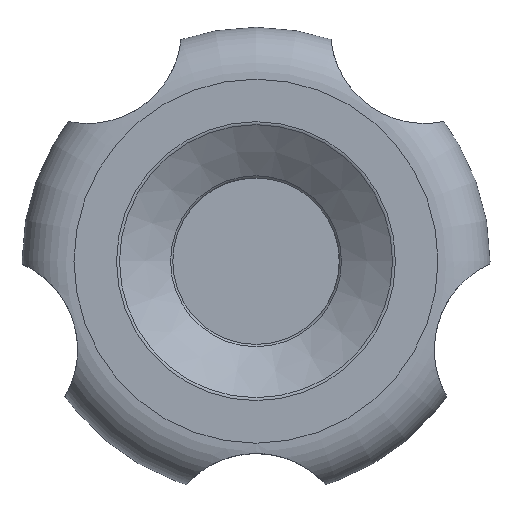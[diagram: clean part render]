
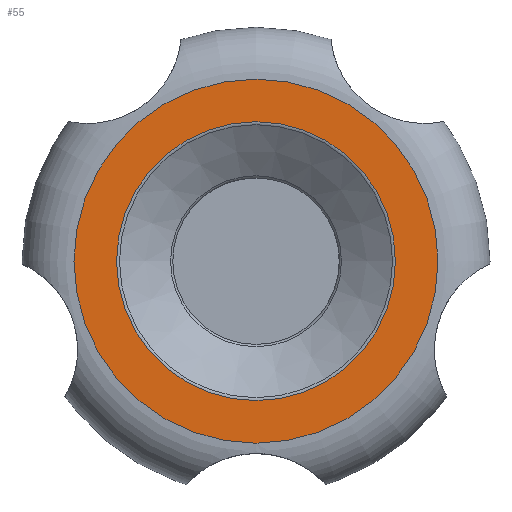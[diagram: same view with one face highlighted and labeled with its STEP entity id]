
A CAD part, top view. The second image highlights one B-rep face of the part: STEP entity #55.
In plain terms, the highlighted planar face has unit normal (0, 0, 1).
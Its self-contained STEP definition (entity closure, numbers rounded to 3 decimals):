
#55 = ADVANCED_FACE( '', ( #130, #131 ), #132, .F. );
#130 = FACE_BOUND( '', #244, .T. );
#131 = FACE_OUTER_BOUND( '', #245, .T. );
#132 = PLANE( '', #246 );
#244 = EDGE_LOOP( '', ( #356 ) );
#245 = EDGE_LOOP( '', ( #357 ) );
#246 = AXIS2_PLACEMENT_3D( '', #358, #359, #360 );
#356 = ORIENTED_EDGE( '', *, *, #511, .T. );
#357 = ORIENTED_EDGE( '', *, *, #512, .T. );
#358 = CARTESIAN_POINT( '', ( 35., 0., 30. ) );
#359 = DIRECTION( '', ( 0., 0., -1. ) );
#360 = DIRECTION( '', ( -1., 0., 0. ) );
#511 = EDGE_CURVE( '', #569, #569, #570, .T. );
#512 = EDGE_CURVE( '', #571, #571, #572, .T. );
#569 = VERTEX_POINT( '', #648 );
#570 = CIRCLE( '', #649, 26.813 );
#571 = VERTEX_POINT( '', #650 );
#572 = CIRCLE( '', #651, 35. );
#648 = CARTESIAN_POINT( '', ( -26.813, 0., 30. ) );
#649 = AXIS2_PLACEMENT_3D( '', #1255, #1256, #1257 );
#650 = CARTESIAN_POINT( '', ( 35., 0., 30. ) );
#651 = AXIS2_PLACEMENT_3D( '', #1258, #1259, #1260 );
#1255 = CARTESIAN_POINT( '', ( 0., 0., 30. ) );
#1256 = DIRECTION( '', ( 0., 0., -1. ) );
#1257 = DIRECTION( '', ( -1., 0., 0. ) );
#1258 = CARTESIAN_POINT( '', ( 0., 0., 30. ) );
#1259 = DIRECTION( '', ( 0., 0., 1. ) );
#1260 = DIRECTION( '', ( 1., 0., 0. ) );
